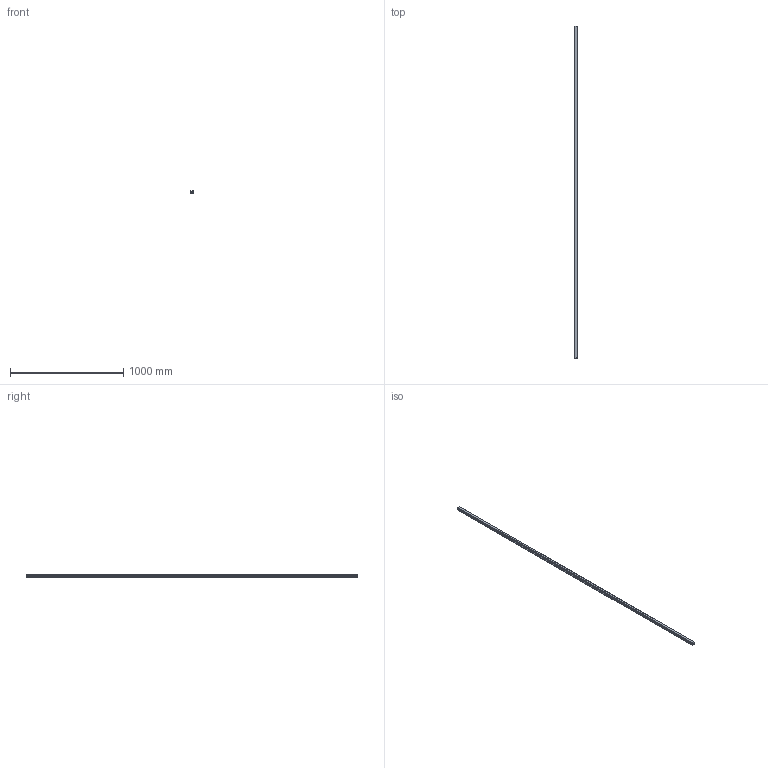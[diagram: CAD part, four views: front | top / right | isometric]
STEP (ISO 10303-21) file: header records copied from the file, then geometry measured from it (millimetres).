
FILE_DESCRIPTION(('STEP AP214'),'1');
FILE_NAME('cctmp_F700C2C4-2DA0-4EFB-A816-BF72BFE38430_2021_01_26_14_06_19_0717..stp','2021-01-26T13:06:19',('HIWIN GmbH'),('CADClick - www.CADClick.com'),'Spatial InterOp 3D',' ','unknown authorization');
FILE_SCHEMA(('AUTOMOTIVE_DESIGN'));
Length unit declared in the file: millimetre
Products named in the file (1): HGR30T2930C_FILE
Bounding box: 28 x 2930 x 26 mm (x, y, z)
Volume: 1777222.1 mm3; surface area: 337211.5 mm2
Topology: 1 solids, 1 shells, 263 faces, 697 edges, 403 vertices
Faces by surface type: cylinder 96, plane 93, cone 74
Entity records: 9681 total; most frequent: DIRECTION 1343, CARTESIAN_POINT 1290, ORIENTED_EDGE 1246, EDGE_CURVE 623, AXIS2_PLACEMENT_3D 456, LINE 431, VECTOR 431, VERTEX_POINT 403
